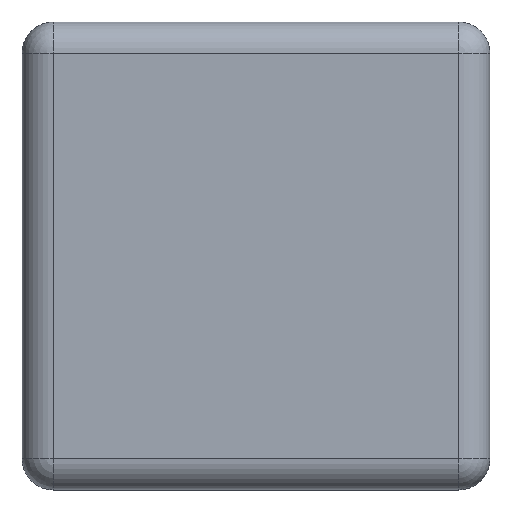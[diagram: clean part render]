
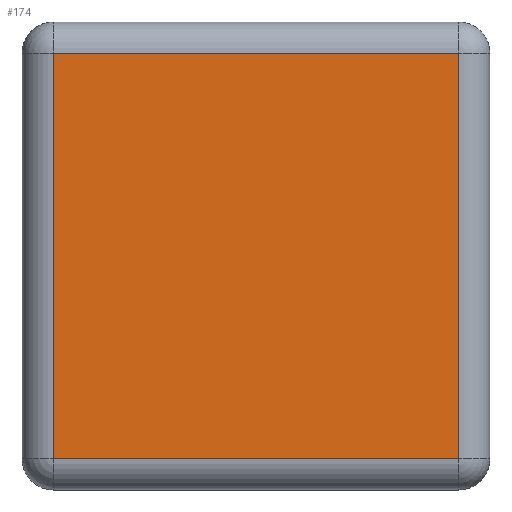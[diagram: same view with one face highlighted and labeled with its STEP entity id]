
A CAD part, top view. The second image highlights one B-rep face of the part: STEP entity #174.
In plain terms, the highlighted planar face has unit normal (0, 0, 1).
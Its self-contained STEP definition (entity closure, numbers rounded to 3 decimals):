
#174 = ADVANCED_FACE( '', ( #396 ), #397, .T. );
#396 = FACE_OUTER_BOUND( '', #669, .T. );
#397 = PLANE( '', #670 );
#669 = EDGE_LOOP( '', ( #1111, #1112, #1113, #1114 ) );
#670 = AXIS2_PLACEMENT_3D( '', #1115, #1116, #1117 );
#1111 = ORIENTED_EDGE( '', *, *, #1705, .T. );
#1112 = ORIENTED_EDGE( '', *, *, #1706, .T. );
#1113 = ORIENTED_EDGE( '', *, *, #1707, .T. );
#1114 = ORIENTED_EDGE( '', *, *, #1708, .T. );
#1115 = CARTESIAN_POINT( '', ( 0., 0., 18. ) );
#1116 = DIRECTION( '', ( 0., 0., 1. ) );
#1117 = DIRECTION( '', ( 1., 0., 0. ) );
#1705 = EDGE_CURVE( '', #1883, #2072, #2076, .T. );
#1706 = EDGE_CURVE( '', #2072, #2077, #2078, .T. );
#1707 = EDGE_CURVE( '', #2077, #1988, #2079, .T. );
#1708 = EDGE_CURVE( '', #1988, #1883, #2080, .T. );
#1883 = VERTEX_POINT( '', #2307 );
#1988 = VERTEX_POINT( '', #2448 );
#2072 = VERTEX_POINT( '', #2566 );
#2076 = LINE( '', #2570, #2571 );
#2077 = VERTEX_POINT( '', #2572 );
#2078 = LINE( '', #2573, #2574 );
#2079 = LINE( '', #2575, #2576 );
#2080 = LINE( '', #2577, #2578 );
#2307 = CARTESIAN_POINT( '', ( 6.5, 6.5, 18. ) );
#2448 = CARTESIAN_POINT( '', ( 6.5, -6.5, 18. ) );
#2566 = CARTESIAN_POINT( '', ( -6.5, 6.5, 18. ) );
#2570 = CARTESIAN_POINT( '', ( -7.5, 6.5, 18. ) );
#2571 = VECTOR( '', #2957, 1000. );
#2572 = CARTESIAN_POINT( '', ( -6.5, -6.5, 18. ) );
#2573 = CARTESIAN_POINT( '', ( -6.5, -7.5, 18. ) );
#2574 = VECTOR( '', #2958, 1000. );
#2575 = CARTESIAN_POINT( '', ( 7.5, -6.5, 18. ) );
#2576 = VECTOR( '', #2959, 1000. );
#2577 = CARTESIAN_POINT( '', ( 6.5, 7.5, 18. ) );
#2578 = VECTOR( '', #2960, 1000. );
#2957 = DIRECTION( '', ( -1., 0., 0. ) );
#2958 = DIRECTION( '', ( 0., -1., 0. ) );
#2959 = DIRECTION( '', ( 1., 0., 0. ) );
#2960 = DIRECTION( '', ( 0., 1., 0. ) );
